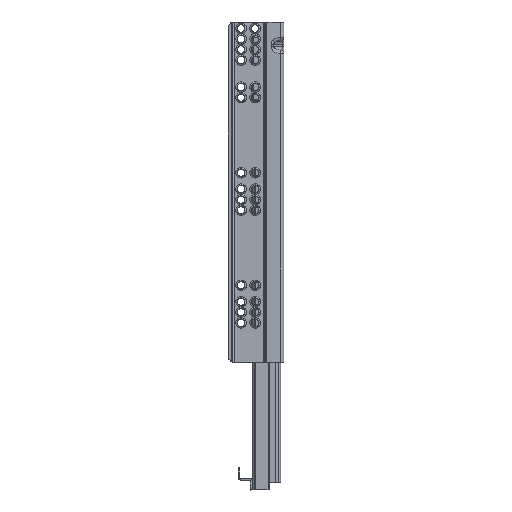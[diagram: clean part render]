
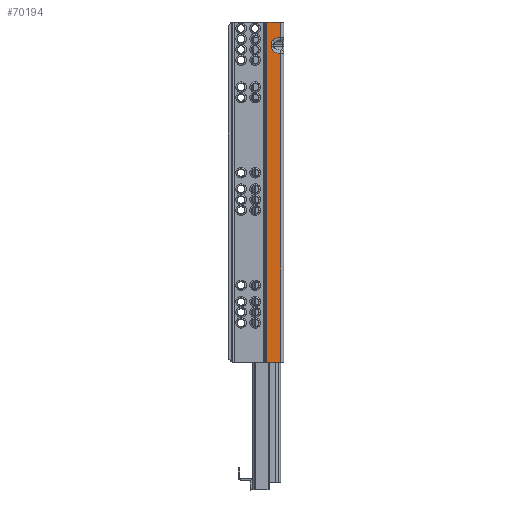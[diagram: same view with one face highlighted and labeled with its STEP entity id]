
A CAD part, left-side view. The second image highlights one B-rep face of the part: STEP entity #70194.
In plain terms, the highlighted planar face has unit normal (-1, 0, 0).
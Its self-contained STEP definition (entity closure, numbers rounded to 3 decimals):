
#1727 = ORIENTED_EDGE ( 'NONE', *, *, #125615, .T. ) ;
#1832 = DIRECTION ( 'NONE',  ( 0., 0., 1. ) ) ;
#2134 = VECTOR ( 'NONE', #107691, 1000. ) ;
#10079 = VECTOR ( 'NONE', #18410, 1000. ) ;
#11332 = LINE ( 'NONE', #41915, #50798 ) ;
#12464 = CARTESIAN_POINT ( 'NONE',  ( 0., -16.257, -19. ) ) ;
#12895 = VECTOR ( 'NONE', #32200, 1000. ) ;
#15732 = CARTESIAN_POINT ( 'NONE',  ( 0., -24.2, 0. ) ) ;
#18410 = DIRECTION ( 'NONE',  ( 0., 0., 1. ) ) ;
#19861 = CARTESIAN_POINT ( 'NONE',  ( 0., -19.488, -26.774 ) ) ;
#26207 = CARTESIAN_POINT ( 'NONE',  ( 0., -12.443, -290. ) ) ;
#29542 = VERTEX_POINT ( 'NONE', #121705 ) ;
#32200 = DIRECTION ( 'NONE',  ( 0., 0., 1. ) ) ;
#32694 = CARTESIAN_POINT ( 'NONE',  ( 0., -16.257, -19. ) ) ;
#33457 = VECTOR ( 'NONE', #1832, 1000. ) ;
#40246 = CARTESIAN_POINT ( 'NONE',  ( 0., -16.257, -24.339 ) ) ;
#41915 = CARTESIAN_POINT ( 'NONE',  ( 0., -12.443, -290. ) ) ;
#45277 = LINE ( 'NONE', #26207, #2134 ) ;
#47638 = LINE ( 'NONE', #49661, #10079 ) ;
#49661 = CARTESIAN_POINT ( 'NONE',  ( 0., -24.2, -290. ) ) ;
#49709 = ORIENTED_EDGE ( 'NONE', *, *, #132248, .T. ) ;
#50798 = VECTOR ( 'NONE', #83298, 1000. ) ;
#51589 = EDGE_CURVE ( 'NONE', #103163, #66613, #104119, .T. ) ;
#52537 = CARTESIAN_POINT ( 'NONE',  ( 0., -16.257, -15.661 ) ) ;
#53217 = CARTESIAN_POINT ( 'NONE',  ( 0., -19.488, -13.226 ) ) ;
#56799 = CARTESIAN_POINT ( 'NONE',  ( 0., -12.443, -290. ) ) ;
#62187 = ORIENTED_EDGE ( 'NONE', *, *, #51589, .T. ) ;
#66309 = PLANE ( 'NONE',  #113505 ) ;
#66613 = VERTEX_POINT ( 'NONE', #76321 ) ;
#66854 = ORIENTED_EDGE ( 'NONE', *, *, #125552, .F. ) ;
#67751 = ORIENTED_EDGE ( 'NONE', *, *, #85231, .T. ) ;
#68359 = VERTEX_POINT ( 'NONE', #15732 ) ;
#69144 = VERTEX_POINT ( 'NONE', #120556 ) ;
#70194 = ADVANCED_FACE ( 'NONE', ( #130093 ), #66309, .T. ) ;
#72366 =( BOUNDED_CURVE ( )  B_SPLINE_CURVE ( 3, ( #100691, #19861, #40246, #120363 ),
 .UNSPECIFIED., .F., .T. ) 
 B_SPLINE_CURVE_WITH_KNOTS ( ( 4, 4 ),
 ( 4.776, 6.283 ),
 .UNSPECIFIED. ) 
 CURVE ( )  GEOMETRIC_REPRESENTATION_ITEM ( )  RATIONAL_B_SPLINE_CURVE ( ( 1., 0.82, 0.82, 1. ) ) 
 REPRESENTATION_ITEM ( '' )  );
#72933 = VERTEX_POINT ( 'NONE', #105338 ) ;
#73434 = VECTOR ( 'NONE', #101497, 1000. ) ;
#74299 = EDGE_LOOP ( 'NONE', ( #96648, #106103, #1727, #62187, #49709, #124859, #66854, #67751 ) ) ;
#76321 = CARTESIAN_POINT ( 'NONE',  ( 0., -24.2, -13.012 ) ) ;
#76669 = CARTESIAN_POINT ( 'NONE',  ( 0., -24.2, -290. ) ) ;
#82585 = EDGE_CURVE ( 'NONE', #89556, #69144, #114306, .T. ) ;
#83298 = DIRECTION ( 'NONE',  ( 0., 0., 1. ) ) ;
#83765 = CARTESIAN_POINT ( 'NONE',  ( 0., -24.2, -13.012 ) ) ;
#85097 = EDGE_CURVE ( 'NONE', #69144, #134031, #72366, .T. ) ;
#85231 = EDGE_CURVE ( 'NONE', #29542, #89556, #45277, .T. ) ;
#87357 = DIRECTION ( 'NONE',  ( -1., 0., 0. ) ) ;
#88628 = CARTESIAN_POINT ( 'NONE',  ( 0., -12.443, 0. ) ) ;
#89556 = VERTEX_POINT ( 'NONE', #76669 ) ;
#94618 = CARTESIAN_POINT ( 'NONE',  ( 0., -24.2, -290. ) ) ;
#94822 = CARTESIAN_POINT ( 'NONE',  ( 0., -16.257, -19. ) ) ;
#96648 = ORIENTED_EDGE ( 'NONE', *, *, #82585, .T. ) ;
#100691 = CARTESIAN_POINT ( 'NONE',  ( 0., -24.2, -26.988 ) ) ;
#101497 = DIRECTION ( 'NONE',  ( 0., -1., 0. ) ) ;
#102191 = CARTESIAN_POINT ( 'NONE',  ( 0., -16.257, -21. ) ) ;
#103163 = VERTEX_POINT ( 'NONE', #32694 ) ;
#103687 = LINE ( 'NONE', #94822, #33457 ) ;
#104119 =( BOUNDED_CURVE ( )  B_SPLINE_CURVE ( 3, ( #12464, #52537, #53217, #83765 ),
 .UNSPECIFIED., .F., .F. ) 
 B_SPLINE_CURVE_WITH_KNOTS ( ( 4, 4 ),
 ( 3.142, 4.648 ),
 .UNSPECIFIED. ) 
 CURVE ( )  GEOMETRIC_REPRESENTATION_ITEM ( )  RATIONAL_B_SPLINE_CURVE ( ( 1., 0.82, 0.82, 1. ) ) 
 REPRESENTATION_ITEM ( '' )  );
#105338 = CARTESIAN_POINT ( 'NONE',  ( 0., -12.443, 0. ) ) ;
#106103 = ORIENTED_EDGE ( 'NONE', *, *, #85097, .T. ) ;
#107691 = DIRECTION ( 'NONE',  ( 0., -1., 0. ) ) ;
#108974 = LINE ( 'NONE', #88628, #73434 ) ;
#111064 = EDGE_CURVE ( 'NONE', #72933, #68359, #108974, .T. ) ;
#113505 = AXIS2_PLACEMENT_3D ( 'NONE', #56799, #87357, #128748 ) ;
#114306 = LINE ( 'NONE', #94618, #12895 ) ;
#120363 = CARTESIAN_POINT ( 'NONE',  ( 0., -16.257, -21. ) ) ;
#120556 = CARTESIAN_POINT ( 'NONE',  ( 0., -24.2, -26.988 ) ) ;
#121705 = CARTESIAN_POINT ( 'NONE',  ( 0., -12.443, -290. ) ) ;
#124859 = ORIENTED_EDGE ( 'NONE', *, *, #111064, .F. ) ;
#125552 = EDGE_CURVE ( 'NONE', #29542, #72933, #11332, .T. ) ;
#125615 = EDGE_CURVE ( 'NONE', #134031, #103163, #103687, .T. ) ;
#128748 = DIRECTION ( 'NONE',  ( 0., 0., 1. ) ) ;
#130093 = FACE_OUTER_BOUND ( 'NONE', #74299, .T. ) ;
#132248 = EDGE_CURVE ( 'NONE', #66613, #68359, #47638, .T. ) ;
#134031 = VERTEX_POINT ( 'NONE', #102191 ) ;
